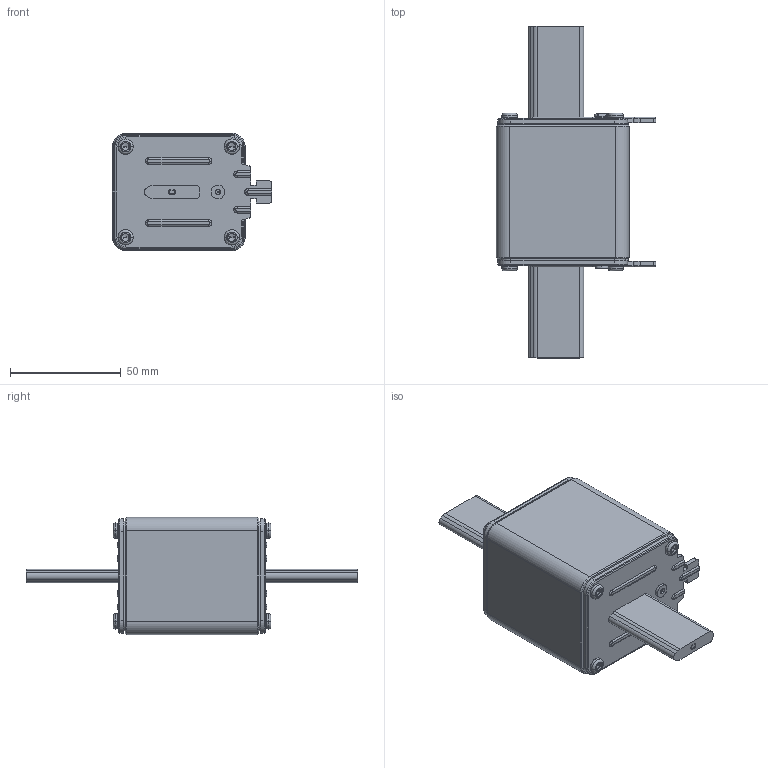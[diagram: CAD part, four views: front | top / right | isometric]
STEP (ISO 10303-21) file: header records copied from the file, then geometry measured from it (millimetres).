
FILE_DESCRIPTION (( 'STEP AP203' ), '1' );
FILE_NAME ('PDC0054A.step', '2019-08-06T14:25:40', ( '' ), ( '' ), 'SwSTEP 2.0', 'SolidWorks 2013', '' );
FILE_SCHEMA (( 'CONFIG_CONTROL_DESIGN' ));
Length unit declared in the file: millimetre
Products named in the file (1): PDC0054A
Bounding box: 72 x 150 x 53 mm (x, y, z)
Volume: 221351.9 mm3; surface area: 28097.5 mm2
Topology: 1 solids, 1 shells, 803 faces, 2210 edges, 1381 vertices
Faces by surface type: plane 290, cylinder 251, cone 170, torus 72, bspline 18, sphere 2
Entity records: 27989 total; most frequent: CARTESIAN_POINT 6705, DIRECTION 4700, ORIENTED_EDGE 4388, EDGE_CURVE 2194, AXIS2_PLACEMENT_3D 1780, VERTEX_POINT 1381, VECTOR 1140, LINE 1140
